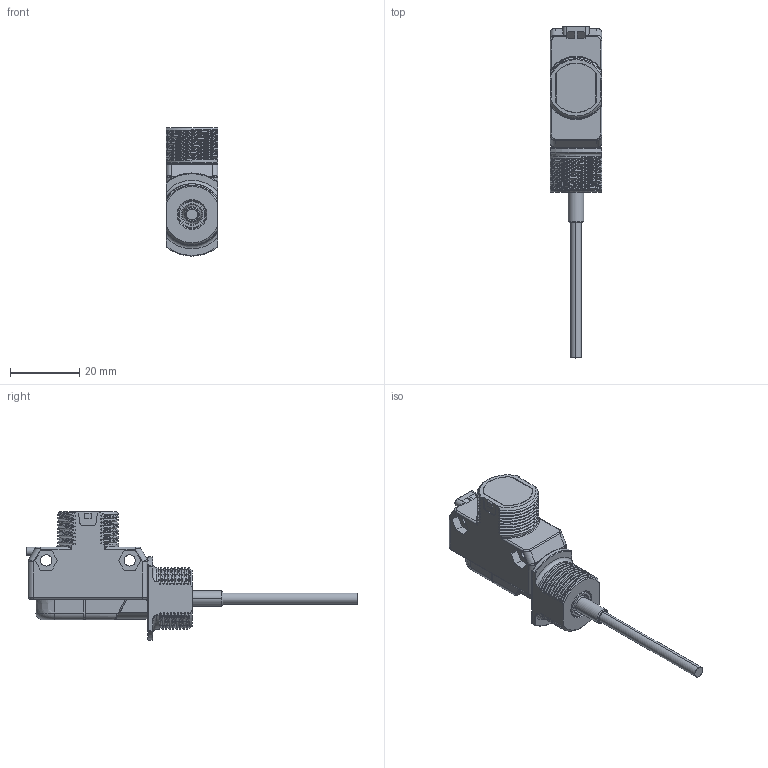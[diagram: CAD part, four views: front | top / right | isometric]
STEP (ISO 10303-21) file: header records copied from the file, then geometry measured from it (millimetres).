
FILE_DESCRIPTION((''),'2;1');
FILE_NAME('156688_SW','2011-02-09T',('banengservice'),('BANNER ENGINEERING'),'PRO/ENGINEER BY PARAMETRIC TECHNOLOGY CORPORATION, 2009141','PRO/ENGINEER BY PARAMETRIC TECHNOLOGY CORPORATION, 2009141','');
FILE_SCHEMA(('CONFIG_CONTROL_DESIGN'));
Length unit declared in the file: inch
Products named in the file (1): 156688_SW
Bounding box: 15 x 95.79 x 37.02 mm (x, y, z)
Volume: 14598.3 mm3; surface area: 7569.8 mm2
Topology: 1 solids, 2 shells, 568 faces, 1486 edges, 935 vertices
Faces by surface type: bspline 175, cylinder 169, plane 148, torus 31, cone 30, sphere 15
Entity records: 29071 total; most frequent: CARTESIAN_POINT 16374, ORIENTED_EDGE 2968, DIRECTION 2118, EDGE_CURVE 1484, VERTEX_POINT 935, AXIS2_PLACEMENT_3D 741, VECTOR 636, LINE 636
